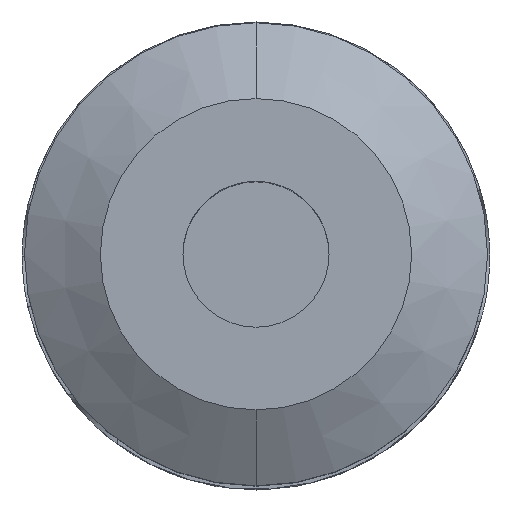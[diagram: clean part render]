
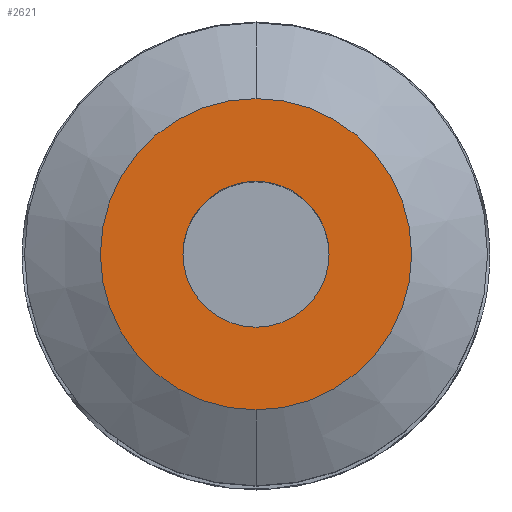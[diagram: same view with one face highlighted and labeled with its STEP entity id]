
A CAD part, top view. The second image highlights one B-rep face of the part: STEP entity #2621.
In plain terms, the highlighted planar face has unit normal (0, 0, 1).
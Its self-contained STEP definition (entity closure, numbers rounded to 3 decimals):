
#38 = PLANE ( 'NONE',  #2353 ) ;
#269 = DIRECTION ( 'NONE',  ( 0., 1., 0. ) ) ;
#390 = CARTESIAN_POINT ( 'NONE',  ( 0., 10.654, 80. ) ) ;
#409 = FACE_BOUND ( 'NONE', #3036, .T. ) ;
#515 = CARTESIAN_POINT ( 'NONE',  ( 0., 0., 80. ) ) ;
#527 = DIRECTION ( 'NONE',  ( 0., 1., 0. ) ) ;
#546 = DIRECTION ( 'NONE',  ( 0., 0., -1. ) ) ;
#555 = AXIS2_PLACEMENT_3D ( 'NONE', #2743, #2454, #2711 ) ;
#588 = EDGE_CURVE ( 'NONE', #3481, #3614, #2074, .T. ) ;
#692 = CARTESIAN_POINT ( 'NONE',  ( -5., 0., 80. ) ) ;
#746 = CIRCLE ( 'NONE', #1360, 10.654 ) ;
#968 = AXIS2_PLACEMENT_3D ( 'NONE', #515, #546, #527 ) ;
#1041 = VERTEX_POINT ( 'NONE', #1353 ) ;
#1108 = CIRCLE ( 'NONE', #555, 5. ) ;
#1236 = AXIS2_PLACEMENT_3D ( 'NONE', #1382, #2244, #2237 ) ;
#1292 = EDGE_CURVE ( 'NONE', #3614, #3481, #746, .T. ) ;
#1353 = CARTESIAN_POINT ( 'NONE',  ( 5., 0., 80. ) ) ;
#1360 = AXIS2_PLACEMENT_3D ( 'NONE', #1390, #2560, #269 ) ;
#1365 = CARTESIAN_POINT ( 'NONE',  ( 0., -10.654, 80. ) ) ;
#1382 = CARTESIAN_POINT ( 'NONE',  ( 0., 0., 80. ) ) ;
#1390 = CARTESIAN_POINT ( 'NONE',  ( 0., 0., 80. ) ) ;
#1546 = FACE_OUTER_BOUND ( 'NONE', #1849, .T. ) ;
#1751 = EDGE_CURVE ( 'NONE', #3456, #1041, #1108, .T. ) ;
#1849 = EDGE_LOOP ( 'NONE', ( #3758, #3075 ) ) ;
#1860 = CARTESIAN_POINT ( 'NONE',  ( 0., 10.654, 80. ) ) ;
#2074 = CIRCLE ( 'NONE', #968, 10.654 ) ;
#2133 = CIRCLE ( 'NONE', #1236, 5. ) ;
#2237 = DIRECTION ( 'NONE',  ( -1., 0., 0. ) ) ;
#2244 = DIRECTION ( 'NONE',  ( 0., 0., -1. ) ) ;
#2353 = AXIS2_PLACEMENT_3D ( 'NONE', #390, #3558, #3274 ) ;
#2454 = DIRECTION ( 'NONE',  ( 0., 0., -1. ) ) ;
#2560 = DIRECTION ( 'NONE',  ( 0., 0., -1. ) ) ;
#2621 = ADVANCED_FACE ( 'NONE', ( #409, #1546 ), #38, .T. ) ;
#2711 = DIRECTION ( 'NONE',  ( -1., 0., 0. ) ) ;
#2743 = CARTESIAN_POINT ( 'NONE',  ( 0., 0., 80. ) ) ;
#3020 = ORIENTED_EDGE ( 'NONE', *, *, #1751, .T. ) ;
#3036 = EDGE_LOOP ( 'NONE', ( #3020, #3431 ) ) ;
#3075 = ORIENTED_EDGE ( 'NONE', *, *, #1292, .F. ) ;
#3274 = DIRECTION ( 'NONE',  ( 0., -1., 0. ) ) ;
#3431 = ORIENTED_EDGE ( 'NONE', *, *, #3629, .T. ) ;
#3456 = VERTEX_POINT ( 'NONE', #692 ) ;
#3481 = VERTEX_POINT ( 'NONE', #1860 ) ;
#3558 = DIRECTION ( 'NONE',  ( 0., 0., 1. ) ) ;
#3614 = VERTEX_POINT ( 'NONE', #1365 ) ;
#3629 = EDGE_CURVE ( 'NONE', #1041, #3456, #2133, .T. ) ;
#3758 = ORIENTED_EDGE ( 'NONE', *, *, #588, .F. ) ;
